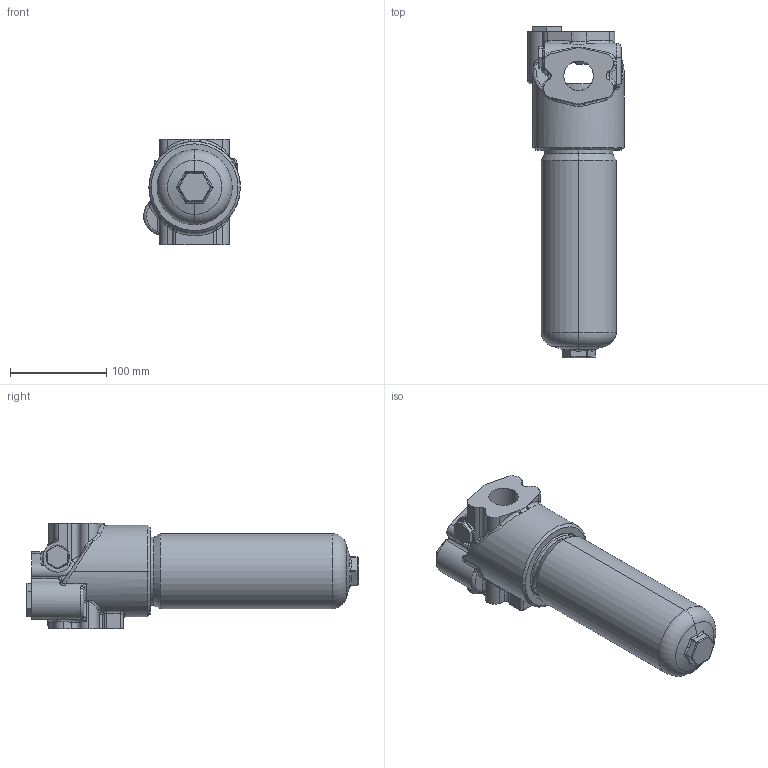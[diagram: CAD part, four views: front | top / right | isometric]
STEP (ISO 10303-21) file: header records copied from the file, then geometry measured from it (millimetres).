
FILE_DESCRIPTION(/* description */ ('Unknown'),/* implementation_level */ '2;1');
FILE_NAME(/* name */ 'OF.90342-001',/* time_stamp */ '2023-07-27T13:30:15+02:00',/* author */ ('Unknown'),/* organization */ ('Unknown'),/* preprocessor_version */ 'ST-DEVELOPER v18.102',/* originating_system */ 'Solid Edge',/* authorisation */ 'Unknown');
FILE_SCHEMA (('AUTOMOTIVE_DESIGN {1 0 10303 214 3 1 1}'));
Length unit declared in the file: millimetre
Products named in the file (15): 474_HPM422-NR1; APM37-07_2; APM37-07-1_2; PP45-11_2; APM37-07-3_2; APM37-07-4_2; OR2025_2; APM37-18-G_2; APM37-08-G_2; OR2050_2; PP45-D_2; OR4250-90_2; HPM42-2-02_0; HPM42-01-1-L-G-SOLO ESTERNO NON COMPLETO; BK-4250-90_2
Assembly tree (14 placements, depth 3):
  474_HPM422-NR1
    APM37-07_2
      APM37-07-1_2
      PP45-11_2
      APM37-07-3_2
      APM37-07-4_2
      OR2025_2
    APM37-18-G_2
      APM37-08-G_2
      OR2050_2
      PP45-D_2
    OR4250-90_2
    HPM42-2-02_0
    HPM42-01-1-L-G-SOLO ESTERNO NON COMPLETO
    BK-4250-90_2
Bounding box: 100.5 x 344.8 x 110 mm (x, y, z)
Volume: 1117246.5 mm3; surface area: 224316.7 mm2
Topology: 12 solids, 12 shells, 500 faces, 1123 edges, 645 vertices
Faces by surface type: cylinder 175, plane 133, bspline 77, cone 53, torus 49, sphere 13
Entity records: 21800 total; most frequent: CARTESIAN_POINT 10851, DIRECTION 2225, ORIENTED_EDGE 2196, EDGE_CURVE 1098, AXIS2_PLACEMENT_3D 919, VERTEX_POINT 643, EDGE_LOOP 547, FACE_BOUND 547
